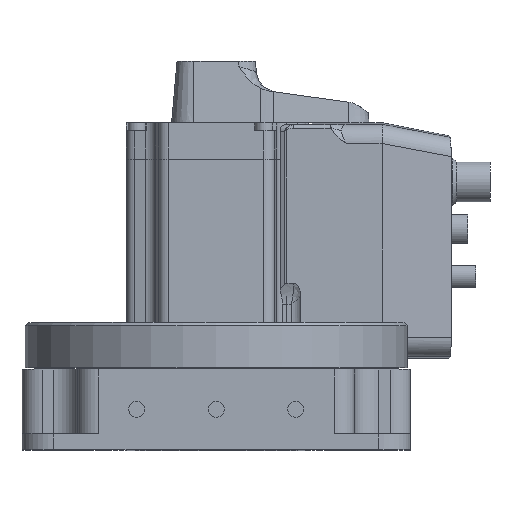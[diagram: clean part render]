
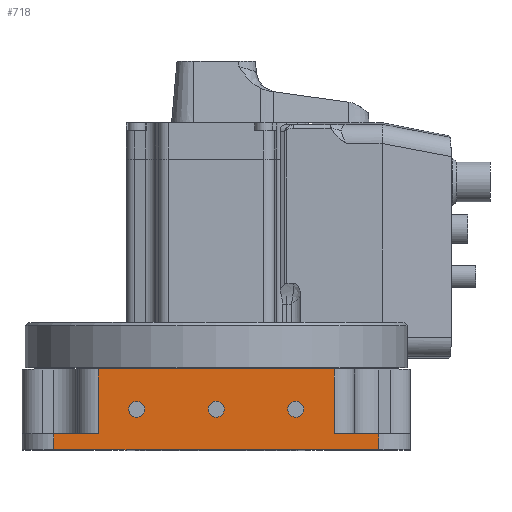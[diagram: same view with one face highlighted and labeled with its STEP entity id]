
A CAD part, top view. The second image highlights one B-rep face of the part: STEP entity #718.
In plain terms, the highlighted planar face has unit normal (0, 0, 1).
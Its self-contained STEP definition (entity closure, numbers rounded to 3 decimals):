
#105 = DIRECTION ( 'NONE',  ( 0., 0., 1. ) ) ;
#393 = EDGE_CURVE ( 'NONE', #13853, #8654, #1106, .T. ) ;
#718 = ADVANCED_FACE ( 'NONE', ( #3631, #16943, #3901, #10010 ), #27174, .F. ) ;
#733 = VERTEX_POINT ( 'NONE', #6133 ) ;
#830 = ORIENTED_EDGE ( 'NONE', *, *, #17024, .F. ) ;
#974 = DIRECTION ( 'NONE',  ( 0., 0., 1. ) ) ;
#1106 = CIRCLE ( 'NONE', #19962, 2.5 ) ;
#1170 = CARTESIAN_POINT ( 'NONE',  ( -51., 25.38, 61. ) ) ;
#1707 = EDGE_CURVE ( 'NONE', #733, #7059, #18195, .T. ) ;
#1848 = AXIS2_PLACEMENT_3D ( 'NONE', #6618, #105, #23510 ) ;
#1955 = VERTEX_POINT ( 'NONE', #4752 ) ;
#2025 = VECTOR ( 'NONE', #14205, 1000. ) ;
#2104 = LINE ( 'NONE', #12901, #3297 ) ;
#2186 = VERTEX_POINT ( 'NONE', #16639 ) ;
#2253 = VERTEX_POINT ( 'NONE', #23697 ) ;
#2519 = VECTOR ( 'NONE', #16721, 1000. ) ;
#3036 = VECTOR ( 'NONE', #16214, 1000. ) ;
#3297 = VECTOR ( 'NONE', #18714, 1000. ) ;
#3397 = EDGE_CURVE ( 'NONE', #7997, #2253, #17438, .T. ) ;
#3409 = DIRECTION ( 'NONE',  ( 0., 0., 1. ) ) ;
#3631 = FACE_BOUND ( 'NONE', #9028, .T. ) ;
#3901 = FACE_BOUND ( 'NONE', #10876, .T. ) ;
#4035 = CIRCLE ( 'NONE', #19519, 2.5 ) ;
#4040 = CARTESIAN_POINT ( 'NONE',  ( 37.1, 36.8, 61. ) ) ;
#4135 = CARTESIAN_POINT ( 'NONE',  ( 51., 0., 61. ) ) ;
#4718 = ORIENTED_EDGE ( 'NONE', *, *, #1707, .T. ) ;
#4752 = CARTESIAN_POINT ( 'NONE',  ( 51., 5., 61. ) ) ;
#5040 = ORIENTED_EDGE ( 'NONE', *, *, #21367, .F. ) ;
#5150 = ORIENTED_EDGE ( 'NONE', *, *, #393, .F. ) ;
#5411 = ORIENTED_EDGE ( 'NONE', *, *, #13286, .F. ) ;
#5493 = CIRCLE ( 'NONE', #14367, 2.5 ) ;
#5995 = DIRECTION ( 'NONE',  ( 0., 0., -1. ) ) ;
#6133 = CARTESIAN_POINT ( 'NONE',  ( -51., 5., 61. ) ) ;
#6141 = EDGE_CURVE ( 'NONE', #26562, #2186, #26892, .T. ) ;
#6175 = ORIENTED_EDGE ( 'NONE', *, *, #3397, .F. ) ;
#6454 = CARTESIAN_POINT ( 'NONE',  ( -51., 0., 61. ) ) ;
#6618 = CARTESIAN_POINT ( 'NONE',  ( 25., 12.7, 61. ) ) ;
#6763 = VECTOR ( 'NONE', #23835, 1000. ) ;
#6774 = CARTESIAN_POINT ( 'NONE',  ( -2.5, 12.7, 61. ) ) ;
#6985 = CARTESIAN_POINT ( 'NONE',  ( -37.1, 25.38, 61. ) ) ;
#7059 = VERTEX_POINT ( 'NONE', #6454 ) ;
#7180 = CARTESIAN_POINT ( 'NONE',  ( 2.5, 12.7, 61. ) ) ;
#7250 = EDGE_CURVE ( 'NONE', #8654, #13853, #13278, .T. ) ;
#7354 = LINE ( 'NONE', #26719, #3036 ) ;
#7663 = LINE ( 'NONE', #15991, #9753 ) ;
#7665 = EDGE_LOOP ( 'NONE', ( #15148, #23990, #10764, #5411, #4718, #16568, #20611, #24426 ) ) ;
#7859 = CARTESIAN_POINT ( 'NONE',  ( 37.1, 25.38, 61. ) ) ;
#7931 = DIRECTION ( 'NONE',  ( -1., 0., 0. ) ) ;
#7997 = VERTEX_POINT ( 'NONE', #15889 ) ;
#8525 = ORIENTED_EDGE ( 'NONE', *, *, #23303, .F. ) ;
#8654 = VERTEX_POINT ( 'NONE', #25671 ) ;
#9028 = EDGE_LOOP ( 'NONE', ( #5040, #6175 ) ) ;
#9506 = CARTESIAN_POINT ( 'NONE',  ( 0., 12.7, 61. ) ) ;
#9753 = VECTOR ( 'NONE', #22889, 1000. ) ;
#10010 = FACE_OUTER_BOUND ( 'NONE', #7665, .T. ) ;
#10166 = CARTESIAN_POINT ( 'NONE',  ( 51., 25.38, 61. ) ) ;
#10652 = CARTESIAN_POINT ( 'NONE',  ( -37.1, 5., 61. ) ) ;
#10726 = VERTEX_POINT ( 'NONE', #6774 ) ;
#10764 = ORIENTED_EDGE ( 'NONE', *, *, #19408, .T. ) ;
#10795 = AXIS2_PLACEMENT_3D ( 'NONE', #25112, #5995, #7931 ) ;
#10876 = EDGE_LOOP ( 'NONE', ( #5150, #24279 ) ) ;
#10953 = EDGE_CURVE ( 'NONE', #2186, #1955, #12270, .T. ) ;
#11722 = DIRECTION ( 'NONE',  ( 1., 0., 0. ) ) ;
#12182 = DIRECTION ( 'NONE',  ( 1., 0., 0. ) ) ;
#12270 = LINE ( 'NONE', #27227, #2519 ) ;
#12602 = CARTESIAN_POINT ( 'NONE',  ( -25., 12.7, 61. ) ) ;
#12719 = VERTEX_POINT ( 'NONE', #6985 ) ;
#12901 = CARTESIAN_POINT ( 'NONE',  ( -51., 0., 61. ) ) ;
#12931 = CIRCLE ( 'NONE', #1848, 2.5 ) ;
#13058 = VECTOR ( 'NONE', #18447, 1000. ) ;
#13278 = CIRCLE ( 'NONE', #19019, 2.5 ) ;
#13286 = EDGE_CURVE ( 'NONE', #733, #25125, #7354, .T. ) ;
#13426 = VERTEX_POINT ( 'NONE', #4135 ) ;
#13853 = VERTEX_POINT ( 'NONE', #22220 ) ;
#14205 = DIRECTION ( 'NONE',  ( 0., -1., 0. ) ) ;
#14367 = AXIS2_PLACEMENT_3D ( 'NONE', #18340, #26788, #20145 ) ;
#14756 = LINE ( 'NONE', #10166, #2025 ) ;
#15148 = ORIENTED_EDGE ( 'NONE', *, *, #6141, .F. ) ;
#15269 = CARTESIAN_POINT ( 'NONE',  ( 25., 12.7, 61. ) ) ;
#15862 = EDGE_CURVE ( 'NONE', #12719, #26562, #7663, .T. ) ;
#15889 = CARTESIAN_POINT ( 'NONE',  ( 22.5, 12.7, 61. ) ) ;
#15991 = CARTESIAN_POINT ( 'NONE',  ( -51., 25.38, 61. ) ) ;
#16108 = AXIS2_PLACEMENT_3D ( 'NONE', #15269, #974, #17865 ) ;
#16214 = DIRECTION ( 'NONE',  ( 1., 0., 0. ) ) ;
#16568 = ORIENTED_EDGE ( 'NONE', *, *, #25912, .T. ) ;
#16629 = DIRECTION ( 'NONE',  ( 0., 0., 1. ) ) ;
#16639 = CARTESIAN_POINT ( 'NONE',  ( 37.1, 5., 61. ) ) ;
#16721 = DIRECTION ( 'NONE',  ( 1., 0., 0. ) ) ;
#16943 = FACE_BOUND ( 'NONE', #24941, .T. ) ;
#17024 = EDGE_CURVE ( 'NONE', #24400, #10726, #4035, .T. ) ;
#17438 = CIRCLE ( 'NONE', #16108, 2.5 ) ;
#17865 = DIRECTION ( 'NONE',  ( 1., 0., 0. ) ) ;
#18061 = DIRECTION ( 'NONE',  ( 0., -1., 0. ) ) ;
#18195 = LINE ( 'NONE', #1170, #19663 ) ;
#18340 = CARTESIAN_POINT ( 'NONE',  ( 0., 12.7, 61. ) ) ;
#18447 = DIRECTION ( 'NONE',  ( 0., -1., 0. ) ) ;
#18714 = DIRECTION ( 'NONE',  ( 1., 0., 0. ) ) ;
#19019 = AXIS2_PLACEMENT_3D ( 'NONE', #12602, #16629, #12182 ) ;
#19408 = EDGE_CURVE ( 'NONE', #12719, #25125, #23046, .T. ) ;
#19519 = AXIS2_PLACEMENT_3D ( 'NONE', #9506, #3409, #11722 ) ;
#19663 = VECTOR ( 'NONE', #18061, 1000. ) ;
#19962 = AXIS2_PLACEMENT_3D ( 'NONE', #27345, #25145, #25289 ) ;
#20145 = DIRECTION ( 'NONE',  ( 1., 0., 0. ) ) ;
#20611 = ORIENTED_EDGE ( 'NONE', *, *, #27047, .F. ) ;
#21367 = EDGE_CURVE ( 'NONE', #2253, #7997, #12931, .T. ) ;
#22220 = CARTESIAN_POINT ( 'NONE',  ( -22.5, 12.7, 61. ) ) ;
#22889 = DIRECTION ( 'NONE',  ( 1., 0., 0. ) ) ;
#23046 = LINE ( 'NONE', #25272, #6763 ) ;
#23303 = EDGE_CURVE ( 'NONE', #10726, #24400, #5493, .T. ) ;
#23510 = DIRECTION ( 'NONE',  ( 1., 0., 0. ) ) ;
#23697 = CARTESIAN_POINT ( 'NONE',  ( 27.5, 12.7, 61. ) ) ;
#23835 = DIRECTION ( 'NONE',  ( 0., -1., 0. ) ) ;
#23990 = ORIENTED_EDGE ( 'NONE', *, *, #15862, .F. ) ;
#24279 = ORIENTED_EDGE ( 'NONE', *, *, #7250, .F. ) ;
#24400 = VERTEX_POINT ( 'NONE', #7180 ) ;
#24426 = ORIENTED_EDGE ( 'NONE', *, *, #10953, .F. ) ;
#24941 = EDGE_LOOP ( 'NONE', ( #830, #8525 ) ) ;
#25112 = CARTESIAN_POINT ( 'NONE',  ( -51., 25.38, 61. ) ) ;
#25125 = VERTEX_POINT ( 'NONE', #10652 ) ;
#25145 = DIRECTION ( 'NONE',  ( 0., 0., 1. ) ) ;
#25272 = CARTESIAN_POINT ( 'NONE',  ( -37.1, 36.8, 61. ) ) ;
#25289 = DIRECTION ( 'NONE',  ( 1., 0., 0. ) ) ;
#25671 = CARTESIAN_POINT ( 'NONE',  ( -27.5, 12.7, 61. ) ) ;
#25912 = EDGE_CURVE ( 'NONE', #7059, #13426, #2104, .T. ) ;
#26562 = VERTEX_POINT ( 'NONE', #7859 ) ;
#26719 = CARTESIAN_POINT ( 'NONE',  ( -37.1, 5., 61. ) ) ;
#26788 = DIRECTION ( 'NONE',  ( 0., 0., 1. ) ) ;
#26892 = LINE ( 'NONE', #4040, #13058 ) ;
#27047 = EDGE_CURVE ( 'NONE', #1955, #13426, #14756, .T. ) ;
#27174 = PLANE ( 'NONE',  #10795 ) ;
#27227 = CARTESIAN_POINT ( 'NONE',  ( 37.1, 5., 61. ) ) ;
#27345 = CARTESIAN_POINT ( 'NONE',  ( -25., 12.7, 61. ) ) ;
